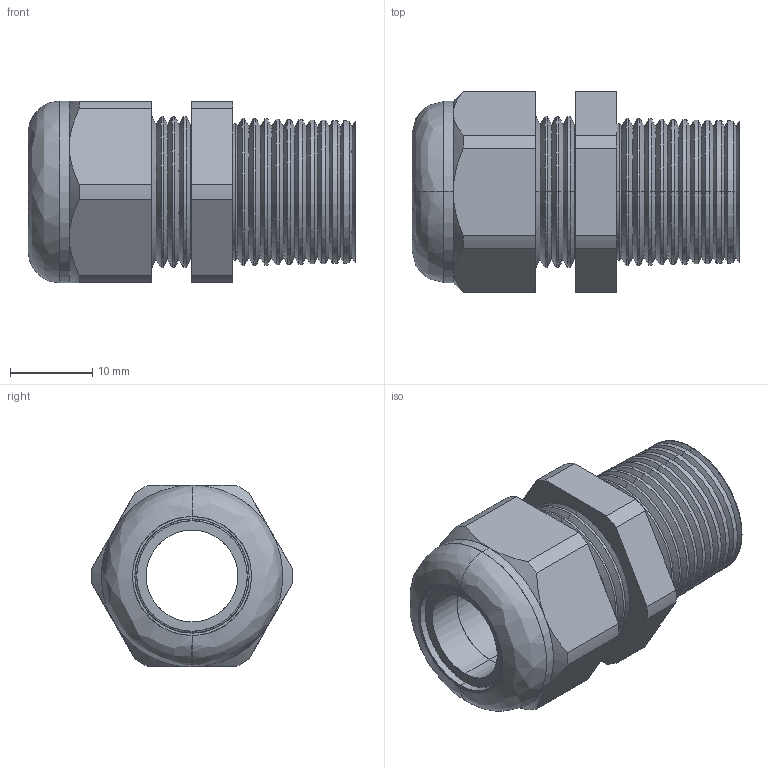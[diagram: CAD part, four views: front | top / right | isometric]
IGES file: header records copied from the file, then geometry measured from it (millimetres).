
Start section: SolidWorks IGES file using analytic representation for surfaces
Global section: file name: CD11CA-GY.IGS; native system: SolidWorks 2007; preprocessor: SolidWorks 2007; author: BAYSTATE-01; date: 080524.094743; units: inch
Bounding box: 39.88 x 24.52 x 22.1 mm (x, y, z)
Surface area: 6173.6 mm2 (no closed solid volume)
Topology: 0 solids, 0 shells, 148 faces, 1094 edges, 1094 vertices
Faces by surface type: revolution 120, bspline 28
